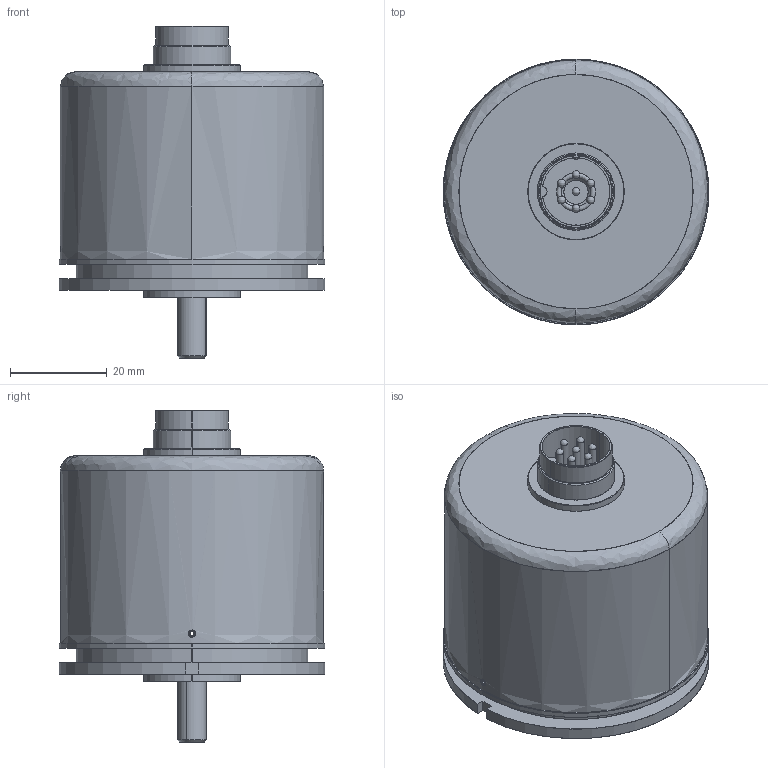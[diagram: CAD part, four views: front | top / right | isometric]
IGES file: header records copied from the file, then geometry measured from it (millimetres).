
Start section: SolidWorks IGES file using analytic representation for surfaces
Global section: file name: AW_360_ZE.IGS; native system: SolidWorks 2013; preprocessor: SolidWorks 2013; author: Thiel; date: 130625.090306; units: millimetre
Bounding box: 55 x 55 x 68.74 mm (x, y, z)
Surface area: 15511.4 mm2 (no closed solid volume)
Topology: 0 solids, 0 shells, 99 faces, 1438 edges, 1420 vertices
Faces by surface type: revolution 62, bspline 37
